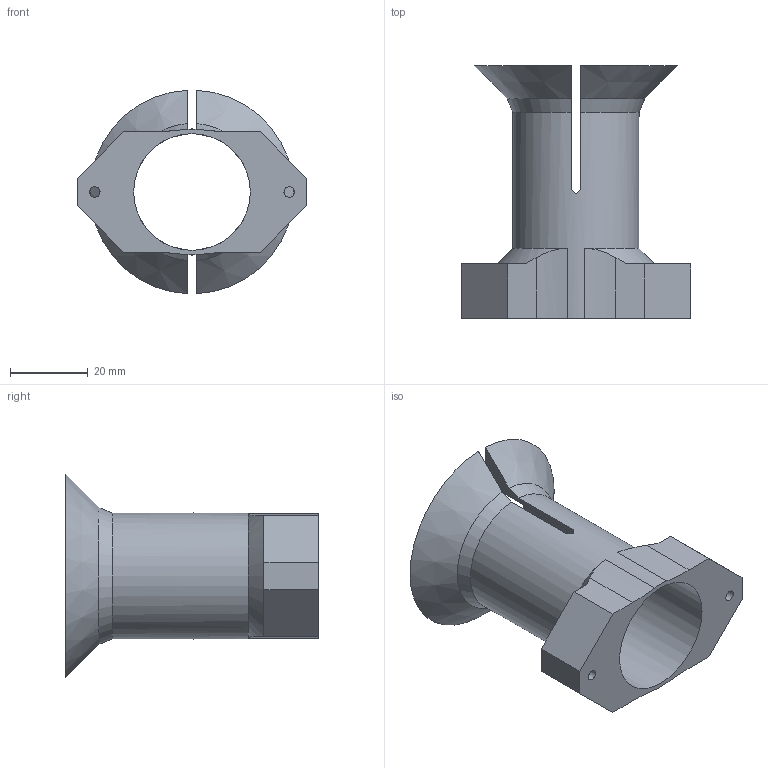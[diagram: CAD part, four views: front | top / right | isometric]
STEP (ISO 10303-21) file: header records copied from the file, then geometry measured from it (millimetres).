
FILE_DESCRIPTION(/* description */ (''),/* implementation_level */ '2;1');
FILE_NAME(/* name */ 'f7c8aea7-0805-40c4-be82-a87ee811a434.stp',/* time_stamp */ '2017-10-01T19:05:31+00:00',/* author */ (''),/* organization */ (''),/* preprocessor_version */ 'ST-DEVELOPER v16.13',/* originating_system */ 'Autodesk Translation Framework v6.5.0.72',/* authorisation */ '');
FILE_SCHEMA (('AUTOMOTIVE_DESIGN { 1 0 10303 214 3 1 1 }'));
Length unit declared in the file: millimetre
Products named in the file (1): Adafruit Peristaltic Pump Case v16
Bounding box: 59.04 x 65 x 52.34 mm (x, y, z)
Volume: 18688.7 mm3; surface area: 20983.2 mm2
Topology: 1 solids, 3 shells, 89 faces, 246 edges, 164 vertices
Faces by surface type: plane 65, cylinder 16, cone 8
Full cylindrical faces by diameter (mm): 2.7 x2, 5.7 x2, 30 x1, 32.4 x1
Entity records: 2878 total; most frequent: CARTESIAN_POINT 572, ORIENTED_EDGE 492, DIRECTION 454, EDGE_CURVE 246, LINE 170, VECTOR 170, VERTEX_POINT 164, AXIS2_PLACEMENT_3D 142
